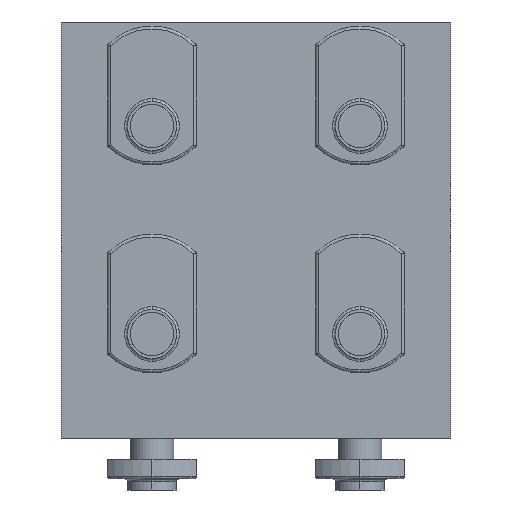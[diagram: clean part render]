
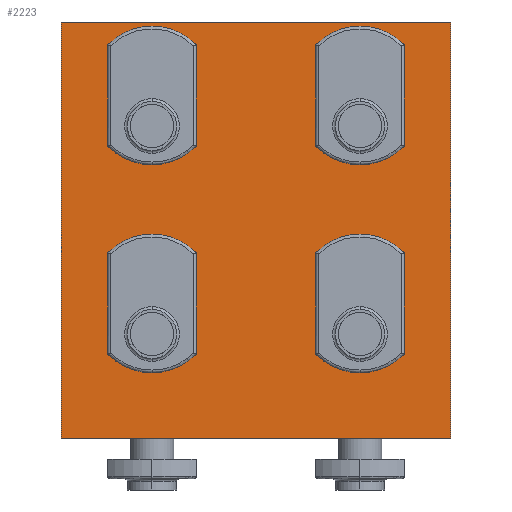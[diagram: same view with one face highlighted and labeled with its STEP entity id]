
A CAD part, front view. The second image highlights one B-rep face of the part: STEP entity #2223.
In plain terms, the highlighted planar face has unit normal (0, -1, 0).
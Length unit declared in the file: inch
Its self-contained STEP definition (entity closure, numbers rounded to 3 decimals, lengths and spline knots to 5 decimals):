
#14 = EDGE_LOOP ( 'NONE', ( #2643, #2584 ) ) ;
#85 = EDGE_CURVE ( 'NONE', #2522, #2604, #277, .T. ) ;
#92 = CARTESIAN_POINT ( 'NONE',  ( -0.75, 0., 0.586 ) ) ;
#113 = CARTESIAN_POINT ( 'NONE',  ( 0.75, 0., 2.086 ) ) ;
#115 = CARTESIAN_POINT ( 'NONE',  ( -1.405, 0., 0. ) ) ;
#139 = ORIENTED_EDGE ( 'NONE', *, *, #713, .T. ) ;
#192 = CIRCLE ( 'NONE', #193, 0.164 ) ;
#193 = AXIS2_PLACEMENT_3D ( 'NONE', #194, #195, #196 ) ;
#194 = CARTESIAN_POINT ( 'NONE',  ( -0.75, 0., 0.75 ) ) ;
#195 = DIRECTION ( 'NONE',  ( 0., -1., 0. ) ) ;
#196 = DIRECTION ( 'NONE',  ( 0., 0., -1. ) ) ;
#243 = ORIENTED_EDGE ( 'NONE', *, *, #85, .F. ) ;
#277 = CIRCLE ( 'NONE', #280, 0.164 ) ;
#280 = AXIS2_PLACEMENT_3D ( 'NONE', #281, #282, #283 ) ;
#281 = CARTESIAN_POINT ( 'NONE',  ( -0.75, 0., 0.75 ) ) ;
#282 = DIRECTION ( 'NONE',  ( 0., -1., 0. ) ) ;
#283 = DIRECTION ( 'NONE',  ( 0., 0., -1. ) ) ;
#395 = CARTESIAN_POINT ( 'NONE',  ( 1.405, 0., 3. ) ) ;
#396 = FACE_BOUND ( 'NONE', #2204, .T. ) ;
#397 = FACE_BOUND ( 'NONE', #731, .T. ) ;
#399 = FACE_OUTER_BOUND ( 'NONE', #2313, .T. ) ;
#400 = FACE_BOUND ( 'NONE', #14, .T. ) ;
#401 = FACE_BOUND ( 'NONE', #2567, .T. ) ;
#402 = PLANE ( 'NONE',  #403 ) ;
#403 = AXIS2_PLACEMENT_3D ( 'NONE', #404, #405, #406 ) ;
#404 = CARTESIAN_POINT ( 'NONE',  ( -1.405, 0., 3. ) ) ;
#405 = DIRECTION ( 'NONE',  ( 0., -1., 0. ) ) ;
#406 = DIRECTION ( 'NONE',  ( 0., 0., -1. ) ) ;
#421 = CARTESIAN_POINT ( 'NONE',  ( 0.75, 0., 0.586 ) ) ;
#518 = CIRCLE ( 'NONE', #519, 0.164 ) ;
#519 = AXIS2_PLACEMENT_3D ( 'NONE', #523, #524, #525 ) ;
#523 = CARTESIAN_POINT ( 'NONE',  ( 0.75, 0., 0.75 ) ) ;
#524 = DIRECTION ( 'NONE',  ( 0., -1., 0. ) ) ;
#525 = DIRECTION ( 'NONE',  ( 0., 0., -1. ) ) ;
#526 = LINE ( 'NONE', #527, #528 ) ;
#527 = CARTESIAN_POINT ( 'NONE',  ( 1.405, 0., 3. ) ) ;
#528 = VECTOR ( 'NONE', #529, 39.37008 ) ;
#529 = DIRECTION ( 'NONE',  ( 0., 0., -1. ) ) ;
#575 = CARTESIAN_POINT ( 'NONE',  ( -0.75, 0., 2.414 ) ) ;
#596 = CARTESIAN_POINT ( 'NONE',  ( -0.75, 0., 2.086 ) ) ;
#604 = LINE ( 'NONE', #605, #606 ) ;
#605 = CARTESIAN_POINT ( 'NONE',  ( -1.405, 0., 3. ) ) ;
#606 = VECTOR ( 'NONE', #607, 39.37008 ) ;
#607 = DIRECTION ( 'NONE',  ( 0., 0., -1. ) ) ;
#625 = EDGE_CURVE ( 'NONE', #1473, #2370, #604, .T. ) ;
#629 = CARTESIAN_POINT ( 'NONE',  ( 0.75, 0., 2.414 ) ) ;
#653 = LINE ( 'NONE', #654, #655 ) ;
#654 = CARTESIAN_POINT ( 'NONE',  ( -1.405, 0., 0. ) ) ;
#655 = VECTOR ( 'NONE', #656, 39.37008 ) ;
#656 = DIRECTION ( 'NONE',  ( 1., 0., 0. ) ) ;
#686 = CIRCLE ( 'NONE', #687, 0.164 ) ;
#687 = AXIS2_PLACEMENT_3D ( 'NONE', #688, #689, #690 ) ;
#688 = CARTESIAN_POINT ( 'NONE',  ( 0.75, 0., 2.25 ) ) ;
#689 = DIRECTION ( 'NONE',  ( 0., -1., 0. ) ) ;
#690 = DIRECTION ( 'NONE',  ( 0., 0., -1. ) ) ;
#713 = EDGE_CURVE ( 'NONE', #2370, #1561, #653, .T. ) ;
#728 = CIRCLE ( 'NONE', #729, 0.164 ) ;
#729 = AXIS2_PLACEMENT_3D ( 'NONE', #732, #733, #734 ) ;
#731 = EDGE_LOOP ( 'NONE', ( #243, #2335 ) ) ;
#732 = CARTESIAN_POINT ( 'NONE',  ( -0.75, 0., 2.25 ) ) ;
#733 = DIRECTION ( 'NONE',  ( 0., -1., 0. ) ) ;
#734 = DIRECTION ( 'NONE',  ( 0., 0., -1. ) ) ;
#749 = CARTESIAN_POINT ( 'NONE',  ( 0.75, 0., 0.914 ) ) ;
#765 = EDGE_CURVE ( 'NONE', #2255, #2369, #686, .T. ) ;
#819 = VERTEX_POINT ( 'NONE', #749 ) ;
#821 = CARTESIAN_POINT ( 'NONE',  ( -0.75, 0., 0.914 ) ) ;
#902 = CIRCLE ( 'NONE', #903, 0.164 ) ;
#903 = AXIS2_PLACEMENT_3D ( 'NONE', #904, #905, #908 ) ;
#904 = CARTESIAN_POINT ( 'NONE',  ( -0.75, 0., 2.25 ) ) ;
#905 = DIRECTION ( 'NONE',  ( 0., -1., 0. ) ) ;
#908 = DIRECTION ( 'NONE',  ( 0., 0., -1. ) ) ;
#962 = ORIENTED_EDGE ( 'NONE', *, *, #2573, .F. ) ;
#981 = ORIENTED_EDGE ( 'NONE', *, *, #625, .T. ) ;
#1124 = CIRCLE ( 'NONE', #1125, 0.164 ) ;
#1125 = AXIS2_PLACEMENT_3D ( 'NONE', #1126, #1127, #1128 ) ;
#1126 = CARTESIAN_POINT ( 'NONE',  ( 0.75, 0., 0.75 ) ) ;
#1127 = DIRECTION ( 'NONE',  ( 0., -1., 0. ) ) ;
#1128 = DIRECTION ( 'NONE',  ( 0., 0., -1. ) ) ;
#1148 = CARTESIAN_POINT ( 'NONE',  ( -1.405, 0., 3. ) ) ;
#1222 = CARTESIAN_POINT ( 'NONE',  ( 1.405, 0., 0. ) ) ;
#1288 = LINE ( 'NONE', #1289, #1290 ) ;
#1289 = CARTESIAN_POINT ( 'NONE',  ( -1.405, 0., 3. ) ) ;
#1290 = VECTOR ( 'NONE', #1291, 39.37008 ) ;
#1291 = DIRECTION ( 'NONE',  ( 1., 0., 0. ) ) ;
#1326 = CIRCLE ( 'NONE', #1327, 0.164 ) ;
#1327 = AXIS2_PLACEMENT_3D ( 'NONE', #1328, #1329, #1330 ) ;
#1328 = CARTESIAN_POINT ( 'NONE',  ( 0.75, 0., 2.25 ) ) ;
#1329 = DIRECTION ( 'NONE',  ( 0., -1., 0. ) ) ;
#1330 = DIRECTION ( 'NONE',  ( 0., 0., -1. ) ) ;
#1453 = EDGE_CURVE ( 'NONE', #2558, #819, #1124, .T. ) ;
#1473 = VERTEX_POINT ( 'NONE', #1148 ) ;
#1561 = VERTEX_POINT ( 'NONE', #1222 ) ;
#1682 = EDGE_CURVE ( 'NONE', #1473, #2222, #1288, .T. ) ;
#1806 = ORIENTED_EDGE ( 'NONE', *, *, #1453, .F. ) ;
#2032 = ORIENTED_EDGE ( 'NONE', *, *, #1682, .F. ) ;
#2204 = EDGE_LOOP ( 'NONE', ( #1806, #962 ) ) ;
#2222 = VERTEX_POINT ( 'NONE', #395 ) ;
#2223 = ADVANCED_FACE ( 'NONE', ( #396, #397, #399, #400, #401 ), #402, .T. ) ;
#2239 = EDGE_CURVE ( 'NONE', #2222, #1561, #526, .T. ) ;
#2255 = VERTEX_POINT ( 'NONE', #629 ) ;
#2272 = ORIENTED_EDGE ( 'NONE', *, *, #2239, .F. ) ;
#2313 = EDGE_LOOP ( 'NONE', ( #2272, #2032, #981, #139 ) ) ;
#2335 = ORIENTED_EDGE ( 'NONE', *, *, #2533, .F. ) ;
#2369 = VERTEX_POINT ( 'NONE', #113 ) ;
#2370 = VERTEX_POINT ( 'NONE', #115 ) ;
#2412 = VERTEX_POINT ( 'NONE', #575 ) ;
#2415 = VERTEX_POINT ( 'NONE', #596 ) ;
#2432 = EDGE_CURVE ( 'NONE', #2412, #2415, #728, .T. ) ;
#2469 = ORIENTED_EDGE ( 'NONE', *, *, #765, .F. ) ;
#2506 = EDGE_CURVE ( 'NONE', #2369, #2255, #1326, .T. ) ;
#2522 = VERTEX_POINT ( 'NONE', #92 ) ;
#2531 = ORIENTED_EDGE ( 'NONE', *, *, #2506, .F. ) ;
#2533 = EDGE_CURVE ( 'NONE', #2604, #2522, #192, .T. ) ;
#2558 = VERTEX_POINT ( 'NONE', #421 ) ;
#2567 = EDGE_LOOP ( 'NONE', ( #2531, #2469 ) ) ;
#2573 = EDGE_CURVE ( 'NONE', #819, #2558, #518, .T. ) ;
#2584 = ORIENTED_EDGE ( 'NONE', *, *, #2432, .F. ) ;
#2604 = VERTEX_POINT ( 'NONE', #821 ) ;
#2614 = EDGE_CURVE ( 'NONE', #2415, #2412, #902, .T. ) ;
#2643 = ORIENTED_EDGE ( 'NONE', *, *, #2614, .F. ) ;
